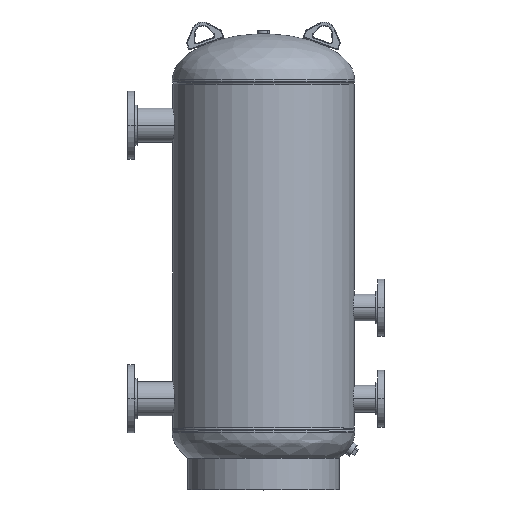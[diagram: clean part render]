
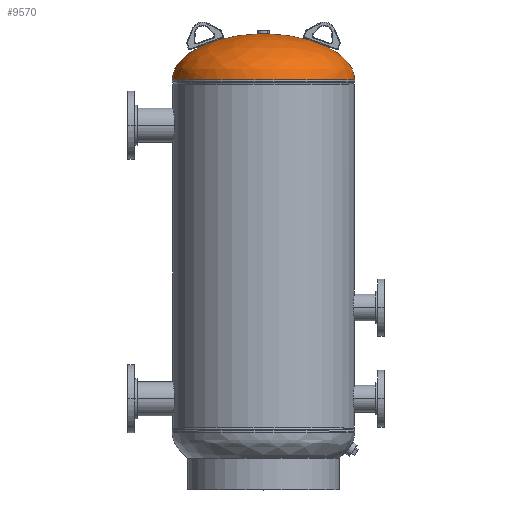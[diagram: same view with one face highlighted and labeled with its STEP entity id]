
A CAD part, top view. The second image highlights one B-rep face of the part: STEP entity #9570.
In plain terms, the highlighted free-form (B-spline) face has degree [3, 3] with [4, 4] control points.
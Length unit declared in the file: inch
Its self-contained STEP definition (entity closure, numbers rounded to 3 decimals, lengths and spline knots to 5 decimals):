
#899 = AXIS2_PLACEMENT_3D ( 'NONE', #1735, #10805, #7574 ) ;
#901 = AXIS2_PLACEMENT_3D ( 'NONE', #4220, #13204, #11197 ) ;
#924 = FACE_OUTER_BOUND ( 'NONE', #14161, .T. ) ;
#1068 = CARTESIAN_POINT ( 'NONE',  ( -12., 3.97305, 24. ) ) ;
#1168 = CIRCLE ( 'NONE', #4766, 0.625 ) ;
#1517 = EDGE_CURVE ( 'NONE', #2016, #7371, #5211, .T. ) ;
#1572 =( BOUNDED_CURVE ( )  B_SPLINE_CURVE ( 3, ( #4030, #7346, #11979, #1654 ),
 .UNSPECIFIED., .F., .F. ) 
 B_SPLINE_CURVE_WITH_KNOTS ( ( 4, 4 ),
 ( 1.6229, 3.14159 ),
 .UNSPECIFIED. ) 
 CURVE ( )  GEOMETRIC_REPRESENTATION_ITEM ( )  RATIONAL_B_SPLINE_CURVE ( ( 1., 0.817, 0.817, 1. ) ) 
 REPRESENTATION_ITEM ( '' )  );
#1654 = CARTESIAN_POINT ( 'NONE',  ( -12., 0.56, 0. ) ) ;
#1735 = CARTESIAN_POINT ( 'NONE',  ( 0., 0.56, 0. ) ) ;
#2016 = VERTEX_POINT ( 'NONE', #8229 ) ;
#2119 = CARTESIAN_POINT ( 'NONE',  ( 7.35823, 6.44849, 0. ) ) ;
#2193 = CARTESIAN_POINT ( 'NONE',  ( -0.625, 6.62626, 1.25 ) ) ;
#2331 = CARTESIAN_POINT ( 'NONE',  ( -12., 0.56, 0. ) ) ;
#2346 = CARTESIAN_POINT ( 'NONE',  ( 12., 3.97305, 0. ) ) ;
#2384 = CARTESIAN_POINT ( 'NONE',  ( 7.35823, 6.44849, 0. ) ) ;
#2824 = CIRCLE ( 'NONE', #901, 0.625 ) ;
#3163 = CARTESIAN_POINT ( 'NONE',  ( 12., 0.56, 24. ) ) ;
#3323 = ORIENTED_EDGE ( 'NONE', *, *, #10956, .F. ) ;
#3400 = CARTESIAN_POINT ( 'NONE',  ( -7.35823, 6.44849, 14.71646 ) ) ;
#3468 = CARTESIAN_POINT ( 'NONE',  ( 0.625, 6.62626, 0. ) ) ;
#4030 = CARTESIAN_POINT ( 'NONE',  ( -0.625, 6.62626, 0. ) ) ;
#4220 = CARTESIAN_POINT ( 'NONE',  ( 0., 6.62626, 0. ) ) ;
#4359 = CARTESIAN_POINT ( 'NONE',  ( 12., 0.56, 0. ) ) ;
#4569 = CARTESIAN_POINT ( 'NONE',  ( 12., 0.56, 0. ) ) ;
#4766 = AXIS2_PLACEMENT_3D ( 'NONE', #5232, #6418, #7694 ) ;
#4942 = CARTESIAN_POINT ( 'NONE',  ( 0., 6.62626, 0.625 ) ) ;
#5177 = VERTEX_POINT ( 'NONE', #4942 ) ;
#5211 =( BOUNDED_CURVE ( )  B_SPLINE_CURVE ( 3, ( #12637, #2384, #11527, #5838 ),
 .UNSPECIFIED., .F., .F. ) 
 B_SPLINE_CURVE_WITH_KNOTS ( ( 4, 4 ),
 ( 1.6229, 3.14159 ),
 .UNSPECIFIED. ) 
 CURVE ( )  GEOMETRIC_REPRESENTATION_ITEM ( )  RATIONAL_B_SPLINE_CURVE ( ( 1., 0.817, 0.817, 1. ) ) 
 REPRESENTATION_ITEM ( '' )  );
#5232 = CARTESIAN_POINT ( 'NONE',  ( 0., 6.62626, 0. ) ) ;
#5607 = ORIENTED_EDGE ( 'NONE', *, *, #8844, .F. ) ;
#5838 = CARTESIAN_POINT ( 'NONE',  ( 12., 0.56, 0. ) ) ;
#6418 = DIRECTION ( 'NONE',  ( 0., 1., 0. ) ) ;
#6768 = CARTESIAN_POINT ( 'NONE',  ( 0.625, 6.62626, 1.25 ) ) ;
#7346 = CARTESIAN_POINT ( 'NONE',  ( -7.35823, 6.44849, 0. ) ) ;
#7371 = VERTEX_POINT ( 'NONE', #4569 ) ;
#7380 = CIRCLE ( 'NONE', #899, 12. ) ;
#7574 = DIRECTION ( 'NONE',  ( 1., 0., 0. ) ) ;
#7694 = DIRECTION ( 'NONE',  ( 1., 0., 0. ) ) ;
#7726 = EDGE_CURVE ( 'NONE', #9693, #13856, #1572, .T. ) ;
#7748 = ORIENTED_EDGE ( 'NONE', *, *, #12287, .F. ) ;
#8059 = CARTESIAN_POINT ( 'NONE',  ( -0.625, 6.62626, 0. ) ) ;
#8229 = CARTESIAN_POINT ( 'NONE',  ( 0.625, 6.62626, 0. ) ) ;
#8844 = EDGE_CURVE ( 'NONE', #5177, #2016, #2824, .T. ) ;
#9246 = CARTESIAN_POINT ( 'NONE',  ( 12., 3.97305, 24. ) ) ;
#9467 = CARTESIAN_POINT ( 'NONE',  ( -0.625, 6.62626, 0. ) ) ;
#9570 = ADVANCED_FACE ( 'NONE', ( #924 ), #9807, .F. ) ;
#9693 = VERTEX_POINT ( 'NONE', #9467 ) ;
#9807 =( BOUNDED_SURFACE ( )  B_SPLINE_SURFACE ( 3, 3, ( 
 ( #3468, #6768, #2193, #8059 ),
 ( #2119, #10069, #3400, #12600 ),
 ( #2346, #9246, #1068, #13640 ),
 ( #4359, #3163, #12375, #10138 ) ),
 .UNSPECIFIED., .F., .F., .F. ) 
 B_SPLINE_SURFACE_WITH_KNOTS ( ( 4, 4 ),
 ( 4, 4 ),
 ( 0., 1. ),
 ( 0., 1. ),
 .UNSPECIFIED. ) 
 GEOMETRIC_REPRESENTATION_ITEM ( )  RATIONAL_B_SPLINE_SURFACE ( (
 ( 1., 0.333, 0.333, 1.),
 ( 0.817, 0.272, 0.272, 0.817),
 ( 0.817, 0.272, 0.272, 0.817),
 ( 1., 0.333, 0.333, 1.) ) ) 
 REPRESENTATION_ITEM ( '' )  SURFACE ( )  );
#9913 = ORIENTED_EDGE ( 'NONE', *, *, #1517, .F. ) ;
#10069 = CARTESIAN_POINT ( 'NONE',  ( 7.35823, 6.44849, 14.71646 ) ) ;
#10138 = CARTESIAN_POINT ( 'NONE',  ( -12., 0.56, 0. ) ) ;
#10805 = DIRECTION ( 'NONE',  ( 0., -1., 0. ) ) ;
#10956 = EDGE_CURVE ( 'NONE', #7371, #13856, #7380, .T. ) ;
#11197 = DIRECTION ( 'NONE',  ( 1., 0., 0. ) ) ;
#11527 = CARTESIAN_POINT ( 'NONE',  ( 12., 3.97305, 0. ) ) ;
#11979 = CARTESIAN_POINT ( 'NONE',  ( -12., 3.97305, 0. ) ) ;
#12287 = EDGE_CURVE ( 'NONE', #9693, #5177, #1168, .T. ) ;
#12375 = CARTESIAN_POINT ( 'NONE',  ( -12., 0.56, 24. ) ) ;
#12600 = CARTESIAN_POINT ( 'NONE',  ( -7.35823, 6.44849, 0. ) ) ;
#12637 = CARTESIAN_POINT ( 'NONE',  ( 0.625, 6.62626, 0. ) ) ;
#13204 = DIRECTION ( 'NONE',  ( 0., 1., 0. ) ) ;
#13640 = CARTESIAN_POINT ( 'NONE',  ( -12., 3.97305, 0. ) ) ;
#13856 = VERTEX_POINT ( 'NONE', #2331 ) ;
#14053 = ORIENTED_EDGE ( 'NONE', *, *, #7726, .T. ) ;
#14161 = EDGE_LOOP ( 'NONE', ( #7748, #14053, #3323, #9913, #5607 ) ) ;
